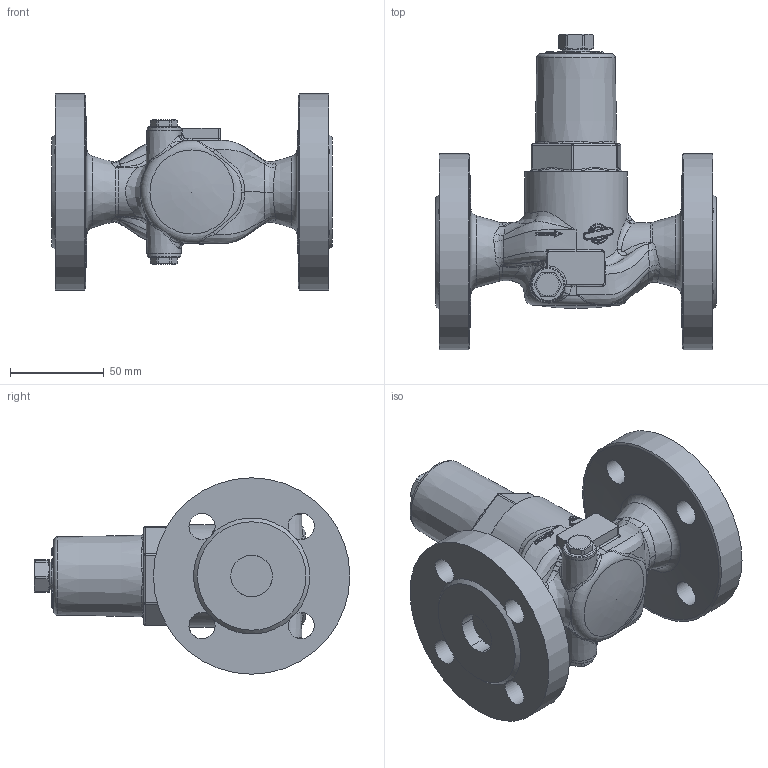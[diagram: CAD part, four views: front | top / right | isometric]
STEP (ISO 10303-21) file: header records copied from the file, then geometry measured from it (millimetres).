
FILE_DESCRIPTION(/* description */ (''),/* implementation_level */ '2;1');
FILE_NAME(/* name */ '080203.stp',/* time_stamp */ '2024-01-19T12:23:54+01:00',/* author */ ('gninka'),/* organization */ (''),/* preprocessor_version */ 'ST-DEVELOPER v19',/* originating_system */ 'Autodesk Inventor 2023',/* authorisation */ '');
FILE_SCHEMA (('AUTOMOTIVE_DESIGN { 1 0 10303 214 3 1 1 }'));
Products named in the file (1): 080203-56330.20240119_step
Bounding box: 150 x 168.78 x 105 mm (x, y, z)
Volume: 623330 mm3; surface area: 81443.1 mm2
Topology: 1 solids, 1 shells, 617 faces, 1664 edges, 1032 vertices
Faces by surface type: bspline 322, plane 122, cylinder 97, cone 37, torus 28, sphere 11
Full cylindrical faces by diameter (mm): 2 x1, 5 x1, 10 x1, 10.2 x1, 14 x8, 15 x1, 18 x2, 55 x1, 105 x2
Entity records: 36000 total; most frequent: CARTESIAN_POINT 23122, ORIENTED_EDGE 3266, DIRECTION 1776, EDGE_CURVE 1633, VERTEX_POINT 1032, B_SPLINE_CURVE_WITH_KNOTS 865, AXIS2_PLACEMENT_3D 760, EDGE_LOOP 647
